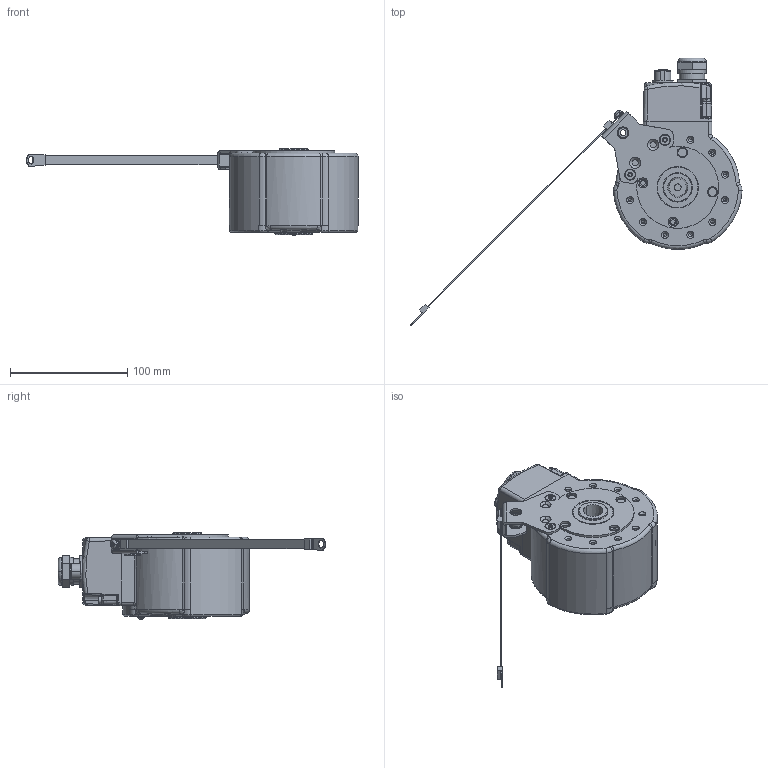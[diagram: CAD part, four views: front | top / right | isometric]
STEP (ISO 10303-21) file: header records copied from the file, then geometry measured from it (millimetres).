
FILE_DESCRIPTION((''),'2;1');
FILE_NAME('809731-K01_SW0001','2011-11-04T',('SE2994'),(''),'PRO/ENGINEER BY PARAMETRIC TECHNOLOGY CORPORATION, 2010180','PRO/ENGINEER BY PARAMETRIC TECHNOLOGY CORPORATION, 2010180','');
FILE_SCHEMA(('CONFIG_CONTROL_DESIGN','SHAPE_APPEARANCE_LAYERS_GROUPS'));
Length unit declared in the file: millimetre
Products named in the file (1): 809731-K01_SW0001
Bounding box: 283.69 x 228.94 x 73.5 mm (x, y, z)
Volume: 314000.4 mm3; surface area: 127363.1 mm2
Topology: 2 solids, 3 shells, 1181 faces, 2840 edges, 1756 vertices
Faces by surface type: cylinder 497, plane 359, cone 133, torus 113, bspline 50, sphere 26, extrusion 2, revolution 1
Entity records: 49701 total; most frequent: CARTESIAN_POINT 14590, DIRECTION 6281, ORIENTED_EDGE 5644, EDGE_CURVE 2822, AXIS2_PLACEMENT_3D 2616, VERTEX_POINT 1756, CIRCLE 1488, EDGE_LOOP 1318
